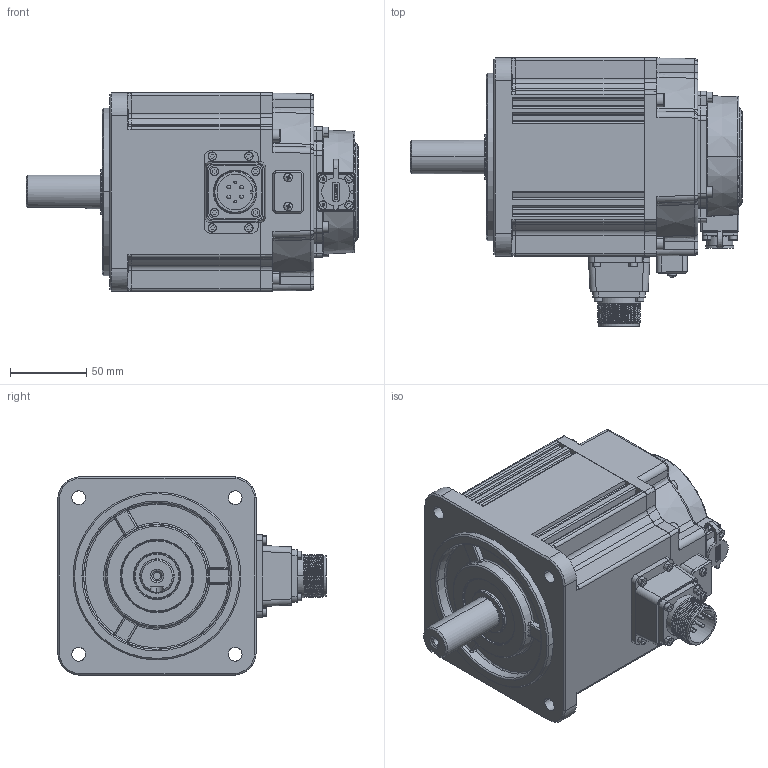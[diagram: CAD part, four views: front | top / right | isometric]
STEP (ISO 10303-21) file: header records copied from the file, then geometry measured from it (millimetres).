
FILE_DESCRIPTION (( 'STEP AP203' ), '1' );
FILE_NAME ('MS6G-130CN20BZ2-21P5.STEP', '2023-10-30T07:40:05', ( '' ), ( '' ), 'SwSTEP 2.0', 'SolidWorks 2022', '' );
FILE_SCHEMA (( 'CONFIG_CONTROL_DESIGN' ));
Length unit declared in the file: millimetre
Products named in the file (1): MS6G-130CN20BZ2-21P5
Bounding box: 217.5 x 175.9 x 130 mm (x, y, z)
Surface area: 144875.9 mm2 (no closed solid volume)
Topology: 0 solids, 39 shells, 973 faces, 3223 edges, 2251 vertices
Faces by surface type: plane 400, cylinder 303, bspline 115, torus 88, cone 63, sphere 4
Entity records: 41159 total; most frequent: CARTESIAN_POINT 14418, ORIENTED_EDGE 5432, DIRECTION 5279, EDGE_CURVE 3211, VERTEX_POINT 2251, AXIS2_PLACEMENT_3D 1924, LINE 1431, VECTOR 1431
